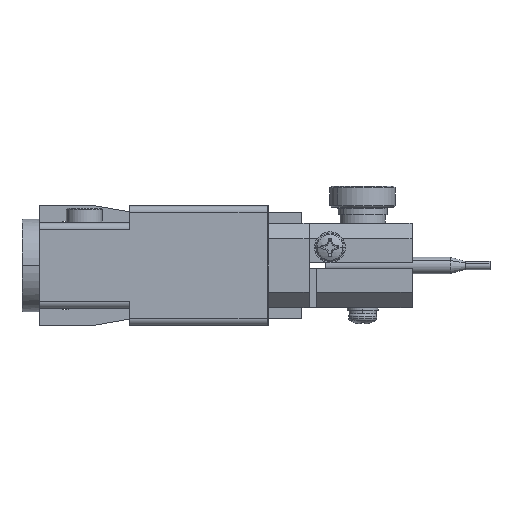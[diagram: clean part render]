
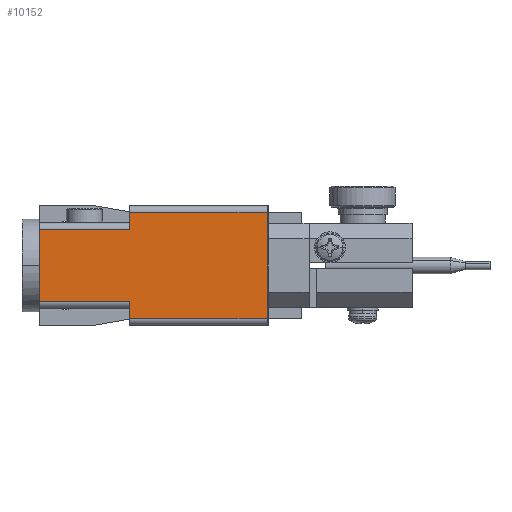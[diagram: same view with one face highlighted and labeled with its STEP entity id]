
A CAD part, left-side view. The second image highlights one B-rep face of the part: STEP entity #10152.
In plain terms, the highlighted planar face has unit normal (-1, 0, 0).
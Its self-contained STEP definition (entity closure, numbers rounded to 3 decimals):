
#30 = CARTESIAN_POINT ( 'NONE',  ( -29.82, 41.842, 8.718 ) ) ;
#110 = DIRECTION ( 'NONE',  ( 0., 0., 1. ) ) ;
#233 = VERTEX_POINT ( 'NONE', #1849 ) ;
#261 = CARTESIAN_POINT ( 'NONE',  ( -29.82, 41.842, 13.29 ) ) ;
#269 = ORIENTED_EDGE ( 'NONE', *, *, #8165, .F. ) ;
#338 = CARTESIAN_POINT ( 'NONE',  ( -29.82, 41.842, -8.554 ) ) ;
#675 = LINE ( 'NONE', #6558, #9649 ) ;
#800 = ORIENTED_EDGE ( 'NONE', *, *, #3899, .F. ) ;
#1043 = VERTEX_POINT ( 'NONE', #3787 ) ;
#1433 = CARTESIAN_POINT ( 'NONE',  ( -29.82, 59.368, 8.718 ) ) ;
#1451 = VERTEX_POINT ( 'NONE', #3697 ) ;
#1466 = LINE ( 'NONE', #6455, #6308 ) ;
#1639 = ORIENTED_EDGE ( 'NONE', *, *, #10640, .F. ) ;
#1763 = CARTESIAN_POINT ( 'NONE',  ( -29.82, 41.842, 13.29 ) ) ;
#1849 = CARTESIAN_POINT ( 'NONE',  ( -29.82, 41.842, 8.718 ) ) ;
#2124 = DIRECTION ( 'NONE',  ( 0., 0., -1. ) ) ;
#2157 = ORIENTED_EDGE ( 'NONE', *, *, #6568, .F. ) ;
#2374 = EDGE_CURVE ( 'NONE', #9554, #1451, #9693, .T. ) ;
#2412 = ORIENTED_EDGE ( 'NONE', *, *, #4466, .F. ) ;
#2983 = DIRECTION ( 'NONE',  ( 0., -1., 0. ) ) ;
#3205 = ORIENTED_EDGE ( 'NONE', *, *, #6351, .F. ) ;
#3278 = LINE ( 'NONE', #8175, #5585 ) ;
#3697 = CARTESIAN_POINT ( 'NONE',  ( -29.82, 59.368, -5.252 ) ) ;
#3787 = CARTESIAN_POINT ( 'NONE',  ( -29.82, 41.842, 12.02 ) ) ;
#3832 = AXIS2_PLACEMENT_3D ( 'NONE', #1763, #4312, #10407 ) ;
#3899 = EDGE_CURVE ( 'NONE', #1043, #9787, #5801, .T. ) ;
#4312 = DIRECTION ( 'NONE',  ( 1., 0., 0. ) ) ;
#4466 = EDGE_CURVE ( 'NONE', #1451, #7188, #675, .T. ) ;
#5100 = VERTEX_POINT ( 'NONE', #6528 ) ;
#5332 = CARTESIAN_POINT ( 'NONE',  ( -29.82, 41.842, 13.29 ) ) ;
#5530 = LINE ( 'NONE', #5332, #9905 ) ;
#5585 = VECTOR ( 'NONE', #2124, 1000. ) ;
#5801 = LINE ( 'NONE', #10994, #10183 ) ;
#5935 = DIRECTION ( 'NONE',  ( 0., 0., 1. ) ) ;
#6197 = DIRECTION ( 'NONE',  ( 0., 0., 1. ) ) ;
#6292 = DIRECTION ( 'NONE',  ( 0., 1., 0. ) ) ;
#6308 = VECTOR ( 'NONE', #6292, 1000. ) ;
#6351 = EDGE_CURVE ( 'NONE', #10330, #9554, #10136, .T. ) ;
#6455 = CARTESIAN_POINT ( 'NONE',  ( -29.82, 41.842, -8.554 ) ) ;
#6528 = CARTESIAN_POINT ( 'NONE',  ( -29.82, 15.248, -8.554 ) ) ;
#6558 = CARTESIAN_POINT ( 'NONE',  ( -29.82, 59.368, 13.29 ) ) ;
#6568 = EDGE_CURVE ( 'NONE', #7188, #233, #10536, .T. ) ;
#6834 = EDGE_CURVE ( 'NONE', #5100, #10330, #1466, .T. ) ;
#7188 = VERTEX_POINT ( 'NONE', #1433 ) ;
#7368 = VECTOR ( 'NONE', #8057, 1000. ) ;
#7568 = ORIENTED_EDGE ( 'NONE', *, *, #2374, .F. ) ;
#7826 = VECTOR ( 'NONE', #110, 1000. ) ;
#8057 = DIRECTION ( 'NONE',  ( 0., 1., 0. ) ) ;
#8165 = EDGE_CURVE ( 'NONE', #9787, #5100, #3278, .T. ) ;
#8175 = CARTESIAN_POINT ( 'NONE',  ( -29.82, 15.248, -9.824 ) ) ;
#8233 = VECTOR ( 'NONE', #10649, 1000. ) ;
#8675 = ORIENTED_EDGE ( 'NONE', *, *, #6834, .F. ) ;
#8730 = CARTESIAN_POINT ( 'NONE',  ( -29.82, 41.842, -5.252 ) ) ;
#8852 = EDGE_LOOP ( 'NONE', ( #8675, #269, #800, #1639, #2157, #2412, #7568, #3205 ) ) ;
#8948 = CARTESIAN_POINT ( 'NONE',  ( -29.82, 41.842, -5.252 ) ) ;
#9041 = CARTESIAN_POINT ( 'NONE',  ( -29.82, 15.248, 12.02 ) ) ;
#9549 = PLANE ( 'NONE',  #3832 ) ;
#9554 = VERTEX_POINT ( 'NONE', #8730 ) ;
#9649 = VECTOR ( 'NONE', #5935, 1000. ) ;
#9693 = LINE ( 'NONE', #8948, #7368 ) ;
#9787 = VERTEX_POINT ( 'NONE', #9041 ) ;
#9905 = VECTOR ( 'NONE', #6197, 1000. ) ;
#9917 = FACE_OUTER_BOUND ( 'NONE', #8852, .T. ) ;
#10136 = LINE ( 'NONE', #261, #7826 ) ;
#10152 = ADVANCED_FACE ( 'NONE', ( #9917 ), #9549, .F. ) ;
#10183 = VECTOR ( 'NONE', #2983, 1000. ) ;
#10330 = VERTEX_POINT ( 'NONE', #338 ) ;
#10407 = DIRECTION ( 'NONE',  ( 0., 0., -1. ) ) ;
#10536 = LINE ( 'NONE', #30, #8233 ) ;
#10640 = EDGE_CURVE ( 'NONE', #233, #1043, #5530, .T. ) ;
#10649 = DIRECTION ( 'NONE',  ( 0., -1., 0. ) ) ;
#10994 = CARTESIAN_POINT ( 'NONE',  ( -29.82, 41.842, 12.02 ) ) ;
